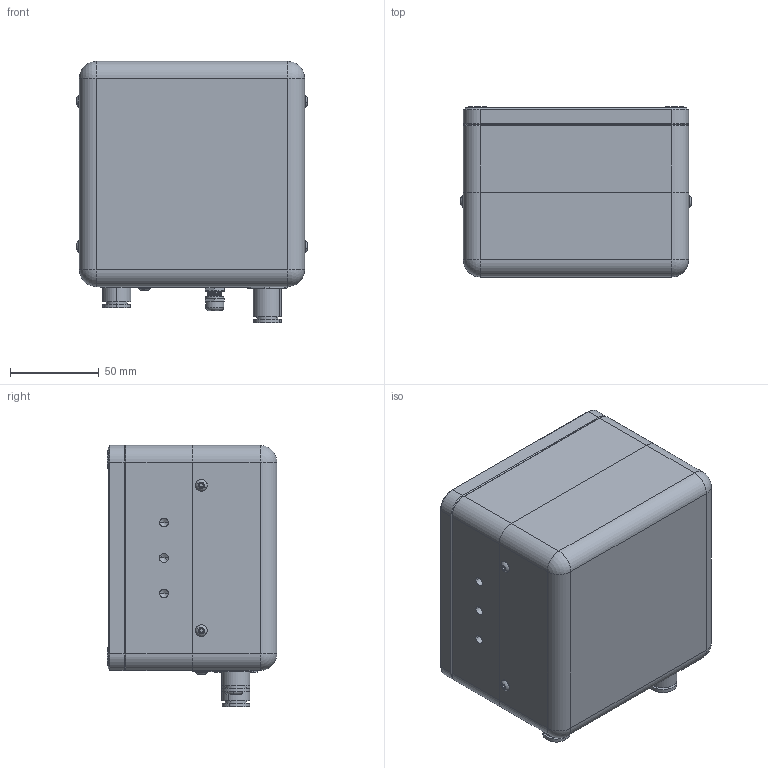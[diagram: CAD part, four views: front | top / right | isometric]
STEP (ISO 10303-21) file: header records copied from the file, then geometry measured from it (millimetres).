
FILE_DESCRIPTION (( 'STEP AP214' ), '1' );
FILE_NAME ('SK-9685A HP60A-10KW-GD.STEP', '2020-09-21T15:42:50', ( '' ), ( '' ), 'SwSTEP 2.0', 'SolidWorks 2018', '' );
FILE_SCHEMA (( 'AUTOMOTIVE_DESIGN' ));
Length unit declared in the file: millimetre
Products named in the file (1): SK-9685A HP60A-10KW-GD
Bounding box: 130.71 x 95.77 x 147.32 mm (x, y, z)
Surface area: 219104 mm2 (no closed solid volume)
Topology: 0 solids, 22 shells, 1680 faces, 4269 edges, 2611 vertices
Faces by surface type: plane 714, cylinder 543, cone 306, bspline 77, sphere 24, torus 16
Entity records: 81379 total; most frequent: CARTESIAN_POINT 23691, ORIENTED_EDGE 8374, DIRECTION 7747, EDGE_CURVE 4201, AXIS2_PLACEMENT_3D 2685, VERTEX_POINT 2611, VECTOR 2377, LINE 2377
